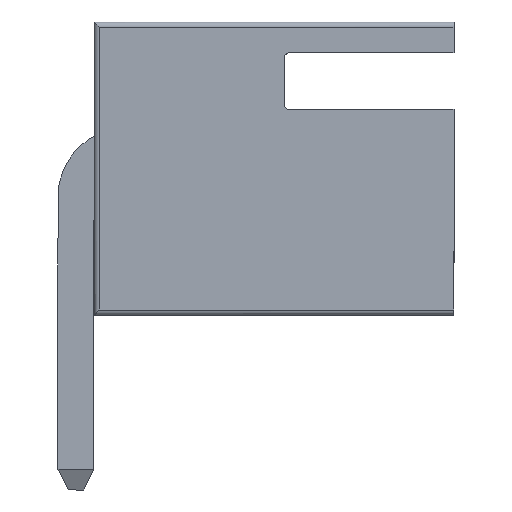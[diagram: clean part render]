
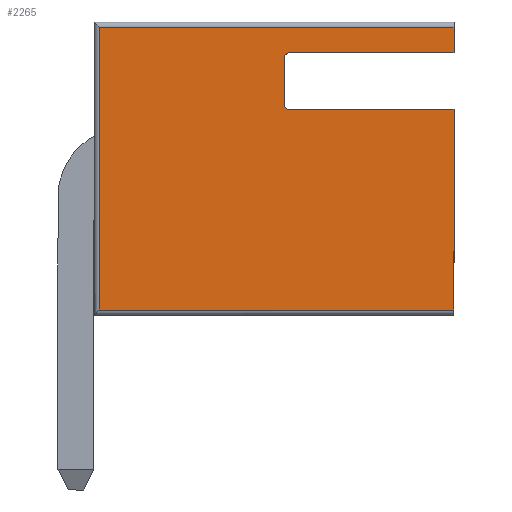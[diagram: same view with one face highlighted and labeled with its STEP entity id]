
A CAD part, left-side view. The second image highlights one B-rep face of the part: STEP entity #2265.
In plain terms, the highlighted planar face has unit normal (-1, 0, 0).
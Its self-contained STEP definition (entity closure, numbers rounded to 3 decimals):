
#698 = EDGE_CURVE ( 'NONE', #10873, #2168, #2790, .T. ) ;
#753 = ORIENTED_EDGE ( 'NONE', *, *, #4678, .T. ) ;
#1000 = LINE ( 'NONE', #14243, #11740 ) ;
#1401 = CARTESIAN_POINT ( 'NONE',  ( -2.5, -2.7, 7.95 ) ) ;
#1518 = VECTOR ( 'NONE', #7294, 1000. ) ;
#1771 = ORIENTED_EDGE ( 'NONE', *, *, #14057, .F. ) ;
#1980 = CARTESIAN_POINT ( 'NONE',  ( -2.5, 4.3, 6.35 ) ) ;
#2067 = DIRECTION ( 'NONE',  ( 0., 1., 0. ) ) ;
#2168 = VERTEX_POINT ( 'NONE', #3274 ) ;
#2265 = ADVANCED_FACE ( 'NONE', ( #11650 ), #7406, .F. ) ;
#2579 = CARTESIAN_POINT ( 'NONE',  ( -2.5, 0.6, 6.45 ) ) ;
#2699 = VERTEX_POINT ( 'NONE', #9305 ) ;
#2790 = LINE ( 'NONE', #8439, #8919 ) ;
#2855 = CARTESIAN_POINT ( 'NONE',  ( -2.5, 4.3, 7.45 ) ) ;
#3274 = CARTESIAN_POINT ( 'NONE',  ( -2.5, -2.7, 2.45 ) ) ;
#3619 = CIRCLE ( 'NONE', #5367, 0.1 ) ;
#4083 = DIRECTION ( 'NONE',  ( 0., -1., 0. ) ) ;
#4277 = DIRECTION ( 'NONE',  ( 1., 0., 0. ) ) ;
#4581 = CARTESIAN_POINT ( 'NONE',  ( -2.5, 0.5, 7.45 ) ) ;
#4608 = EDGE_CURVE ( 'NONE', #13372, #2699, #16052, .T. ) ;
#4678 = EDGE_CURVE ( 'NONE', #9250, #17292, #9122, .T. ) ;
#4818 = EDGE_CURVE ( 'NONE', #11306, #6700, #8535, .T. ) ;
#5367 = AXIS2_PLACEMENT_3D ( 'NONE', #5462, #4277, #15539 ) ;
#5412 = AXIS2_PLACEMENT_3D ( 'NONE', #15253, #6549, #11059 ) ;
#5462 = CARTESIAN_POINT ( 'NONE',  ( -2.5, 0.5, 6.45 ) ) ;
#5575 = CARTESIAN_POINT ( 'NONE',  ( -2.5, 0.6, 8.05 ) ) ;
#5717 = LINE ( 'NONE', #2855, #17655 ) ;
#5777 = ORIENTED_EDGE ( 'NONE', *, *, #11526, .F. ) ;
#5916 = LINE ( 'NONE', #14430, #1518 ) ;
#5967 = CARTESIAN_POINT ( 'NONE',  ( -2.5, 4.3, 7.95 ) ) ;
#6029 = EDGE_CURVE ( 'NONE', #12273, #7447, #5717, .T. ) ;
#6074 = VECTOR ( 'NONE', #7035, 1000. ) ;
#6538 = CARTESIAN_POINT ( 'NONE',  ( -2.5, 0.5, 7.35 ) ) ;
#6549 = DIRECTION ( 'NONE',  ( 1., 0., 0. ) ) ;
#6700 = VERTEX_POINT ( 'NONE', #11167 ) ;
#6820 = AXIS2_PLACEMENT_3D ( 'NONE', #6538, #10779, #9428 ) ;
#7035 = DIRECTION ( 'NONE',  ( 0., 0., 1. ) ) ;
#7294 = DIRECTION ( 'NONE',  ( 0., 0., -1. ) ) ;
#7406 = PLANE ( 'NONE',  #5412 ) ;
#7447 = VERTEX_POINT ( 'NONE', #13904 ) ;
#8072 = CARTESIAN_POINT ( 'NONE',  ( -2.5, 4.2, 2.45 ) ) ;
#8134 = EDGE_LOOP ( 'NONE', ( #1771, #753, #17513, #15483, #5777, #14246, #11617, #14213, #18147, #11859 ) ) ;
#8439 = CARTESIAN_POINT ( 'NONE',  ( -2.5, 4.3, 2.45 ) ) ;
#8535 = LINE ( 'NONE', #5575, #6074 ) ;
#8753 = DIRECTION ( 'NONE',  ( 0., 1., 0. ) ) ;
#8919 = VECTOR ( 'NONE', #9942, 1000. ) ;
#8982 = DIRECTION ( 'NONE',  ( 0., 0., -1. ) ) ;
#9122 = LINE ( 'NONE', #5967, #10581 ) ;
#9250 = VERTEX_POINT ( 'NONE', #1401 ) ;
#9305 = CARTESIAN_POINT ( 'NONE',  ( -2.5, 0.5, 6.35 ) ) ;
#9428 = DIRECTION ( 'NONE',  ( 0., 1., 0. ) ) ;
#9942 = DIRECTION ( 'NONE',  ( 0., -1., 0. ) ) ;
#10384 = CARTESIAN_POINT ( 'NONE',  ( -2.5, -2.7, 8.05 ) ) ;
#10581 = VECTOR ( 'NONE', #2067, 1000. ) ;
#10612 = EDGE_CURVE ( 'NONE', #6700, #12273, #14900, .T. ) ;
#10779 = DIRECTION ( 'NONE',  ( 1., 0., 0. ) ) ;
#10873 = VERTEX_POINT ( 'NONE', #8072 ) ;
#11059 = DIRECTION ( 'NONE',  ( 0., 1., 0. ) ) ;
#11167 = CARTESIAN_POINT ( 'NONE',  ( -2.5, 0.6, 7.35 ) ) ;
#11306 = VERTEX_POINT ( 'NONE', #2579 ) ;
#11313 = EDGE_CURVE ( 'NONE', #2699, #11306, #3619, .T. ) ;
#11526 = EDGE_CURVE ( 'NONE', #13372, #2168, #5916, .T. ) ;
#11548 = VECTOR ( 'NONE', #8982, 1000. ) ;
#11617 = ORIENTED_EDGE ( 'NONE', *, *, #11313, .T. ) ;
#11650 = FACE_OUTER_BOUND ( 'NONE', #8134, .T. ) ;
#11740 = VECTOR ( 'NONE', #14419, 1000. ) ;
#11859 = ORIENTED_EDGE ( 'NONE', *, *, #6029, .T. ) ;
#12273 = VERTEX_POINT ( 'NONE', #4581 ) ;
#13320 = EDGE_CURVE ( 'NONE', #17292, #10873, #1000, .T. ) ;
#13372 = VERTEX_POINT ( 'NONE', #15815 ) ;
#13904 = CARTESIAN_POINT ( 'NONE',  ( -2.5, -2.7, 7.45 ) ) ;
#14057 = EDGE_CURVE ( 'NONE', #9250, #7447, #16257, .T. ) ;
#14066 = CARTESIAN_POINT ( 'NONE',  ( -2.5, 4.2, 7.95 ) ) ;
#14213 = ORIENTED_EDGE ( 'NONE', *, *, #4818, .T. ) ;
#14243 = CARTESIAN_POINT ( 'NONE',  ( -2.5, 4.2, 8.05 ) ) ;
#14246 = ORIENTED_EDGE ( 'NONE', *, *, #4608, .T. ) ;
#14419 = DIRECTION ( 'NONE',  ( 0., 0., -1. ) ) ;
#14430 = CARTESIAN_POINT ( 'NONE',  ( -2.5, -2.7, 8.05 ) ) ;
#14900 = CIRCLE ( 'NONE', #6820, 0.1 ) ;
#15253 = CARTESIAN_POINT ( 'NONE',  ( -2.5, 4.3, 8.05 ) ) ;
#15483 = ORIENTED_EDGE ( 'NONE', *, *, #698, .T. ) ;
#15539 = DIRECTION ( 'NONE',  ( 0., 1., 0. ) ) ;
#15815 = CARTESIAN_POINT ( 'NONE',  ( -2.5, -2.7, 6.35 ) ) ;
#16052 = LINE ( 'NONE', #1980, #17760 ) ;
#16257 = LINE ( 'NONE', #10384, #11548 ) ;
#17292 = VERTEX_POINT ( 'NONE', #14066 ) ;
#17513 = ORIENTED_EDGE ( 'NONE', *, *, #13320, .T. ) ;
#17655 = VECTOR ( 'NONE', #4083, 1000. ) ;
#17760 = VECTOR ( 'NONE', #8753, 1000. ) ;
#18147 = ORIENTED_EDGE ( 'NONE', *, *, #10612, .T. ) ;
